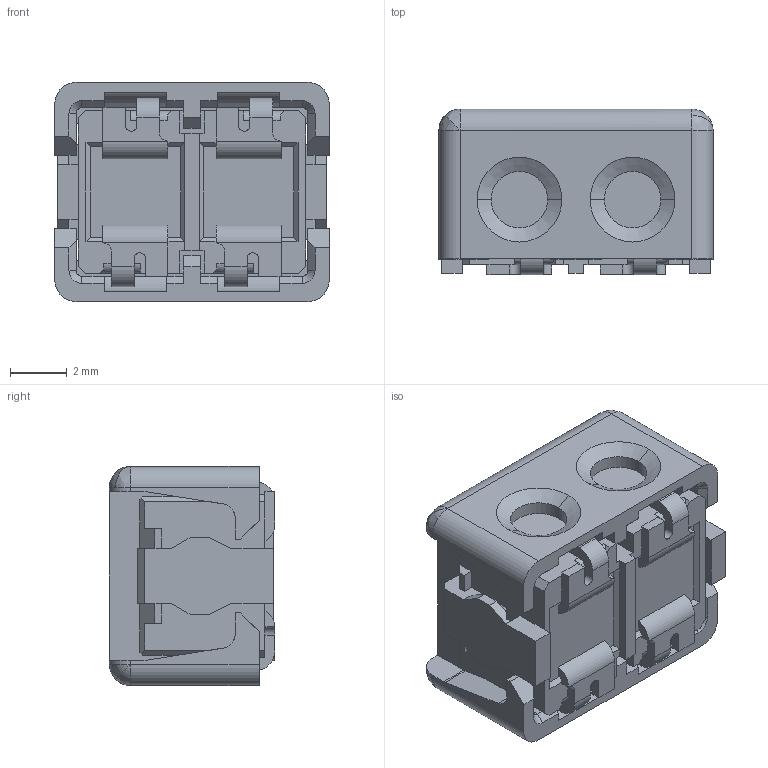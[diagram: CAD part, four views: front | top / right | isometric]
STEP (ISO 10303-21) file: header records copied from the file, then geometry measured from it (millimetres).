
FILE_DESCRIPTION (( 'STEP AP214' ), '1' );
FILE_NAME ('c-1-2106003-2-b-3d.STEP', '2017-06-13T15:46:39', ( '' ), ( '' ), 'SwSTEP 2.0', 'SolidWorks 2016', '' );
FILE_SCHEMA (( 'AUTOMOTIVE_DESIGN' ));
Length unit declared in the file: millimetre
Products named in the file (1): c-1-2106003-2-b-3d
Bounding box: 9.7 x 5.85 x 7.75 mm (x, y, z)
Volume: 359 mm3; surface area: 445.1 mm2
Topology: 1 solids, 1 shells, 331 faces, 929 edges, 590 vertices
Faces by surface type: plane 250, cylinder 61, cone 12, bspline 8
Entity records: 14218 total; most frequent: CARTESIAN_POINT 2017, ORIENTED_EDGE 1842, DIRECTION 1697, EDGE_CURVE 921, LINE 757, VECTOR 757, VERTEX_POINT 590, AXIS2_PLACEMENT_3D 470
